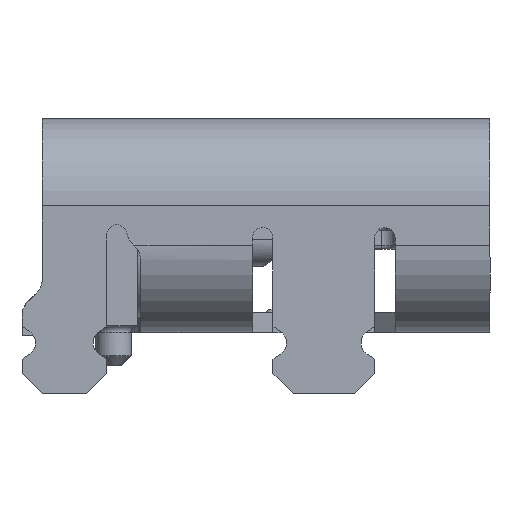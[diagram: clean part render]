
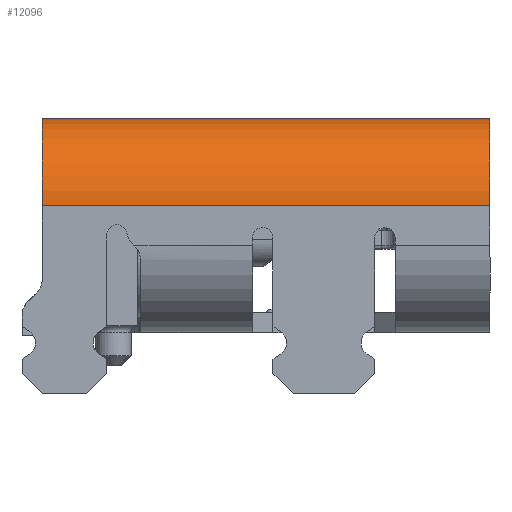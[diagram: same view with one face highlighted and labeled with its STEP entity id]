
A CAD part, left-side view. The second image highlights one B-rep face of the part: STEP entity #12096.
In plain terms, the highlighted cylindrical face has radius 1.29 mm (diameter 2.58 mm), a partial arc.
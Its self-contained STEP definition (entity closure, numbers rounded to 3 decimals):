
#242 = DIRECTION ( 'NONE',  ( 0., 1., 0. ) ) ;
#421 = EDGE_CURVE ( 'NONE', #10227, #4263, #15282, .T. ) ;
#1529 = CARTESIAN_POINT ( 'NONE',  ( -4.47, -4.7, 0.29 ) ) ;
#1729 = DIRECTION ( 'NONE',  ( 0., 0., 1. ) ) ;
#2333 = CARTESIAN_POINT ( 'NONE',  ( -3.18, -14.182, 1.58 ) ) ;
#2617 = AXIS2_PLACEMENT_3D ( 'NONE', #18146, #9562, #12429 ) ;
#3117 = ORIENTED_EDGE ( 'NONE', *, *, #421, .T. ) ;
#3324 = CARTESIAN_POINT ( 'NONE',  ( -3.18, 1.9, 1.58 ) ) ;
#4263 = VERTEX_POINT ( 'NONE', #3324 ) ;
#4541 = CARTESIAN_POINT ( 'NONE',  ( -3.18, -27.535, 0.29 ) ) ;
#4629 = VERTEX_POINT ( 'NONE', #16940 ) ;
#6723 = CARTESIAN_POINT ( 'NONE',  ( -3.18, -4.7, 1.58 ) ) ;
#6905 = DIRECTION ( 'NONE',  ( 0., 0., 1. ) ) ;
#7074 = EDGE_CURVE ( 'NONE', #4263, #4629, #10868, .T. ) ;
#7123 = FACE_OUTER_BOUND ( 'NONE', #13770, .T. ) ;
#7688 = ORIENTED_EDGE ( 'NONE', *, *, #10655, .F. ) ;
#8240 = CARTESIAN_POINT ( 'NONE',  ( -4.47, -14.182, 0.29 ) ) ;
#8772 = EDGE_CURVE ( 'NONE', #15141, #10227, #12382, .T. ) ;
#9214 = VECTOR ( 'NONE', #10905, 1000. ) ;
#9562 = DIRECTION ( 'NONE',  ( 0., -1., 0. ) ) ;
#9661 = VECTOR ( 'NONE', #15068, 1000. ) ;
#9783 = ORIENTED_EDGE ( 'NONE', *, *, #8772, .T. ) ;
#10227 = VERTEX_POINT ( 'NONE', #6723 ) ;
#10655 = EDGE_CURVE ( 'NONE', #15141, #4629, #16820, .T. ) ;
#10678 = AXIS2_PLACEMENT_3D ( 'NONE', #14231, #14119, #6905 ) ;
#10868 = CIRCLE ( 'NONE', #2617, 1.29 ) ;
#10905 = DIRECTION ( 'NONE',  ( 0., 1., 0. ) ) ;
#12096 = ADVANCED_FACE ( 'NONE', ( #7123 ), #16017, .T. ) ;
#12382 = CIRCLE ( 'NONE', #10678, 1.29 ) ;
#12429 = DIRECTION ( 'NONE',  ( 0., 0., 1. ) ) ;
#12446 = AXIS2_PLACEMENT_3D ( 'NONE', #4541, #242, #1729 ) ;
#13378 = ORIENTED_EDGE ( 'NONE', *, *, #7074, .T. ) ;
#13770 = EDGE_LOOP ( 'NONE', ( #9783, #3117, #13378, #7688 ) ) ;
#14119 = DIRECTION ( 'NONE',  ( 0., 1., 0. ) ) ;
#14231 = CARTESIAN_POINT ( 'NONE',  ( -3.18, -4.7, 0.29 ) ) ;
#15068 = DIRECTION ( 'NONE',  ( 0., 1., 0. ) ) ;
#15141 = VERTEX_POINT ( 'NONE', #1529 ) ;
#15282 = LINE ( 'NONE', #2333, #9661 ) ;
#16017 = CYLINDRICAL_SURFACE ( 'NONE', #12446, 1.29 ) ;
#16820 = LINE ( 'NONE', #8240, #9214 ) ;
#16940 = CARTESIAN_POINT ( 'NONE',  ( -4.47, 1.9, 0.29 ) ) ;
#18146 = CARTESIAN_POINT ( 'NONE',  ( -3.18, 1.9, 0.29 ) ) ;
